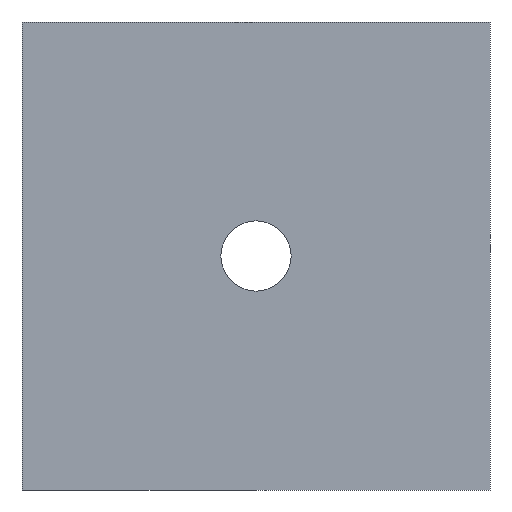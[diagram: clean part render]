
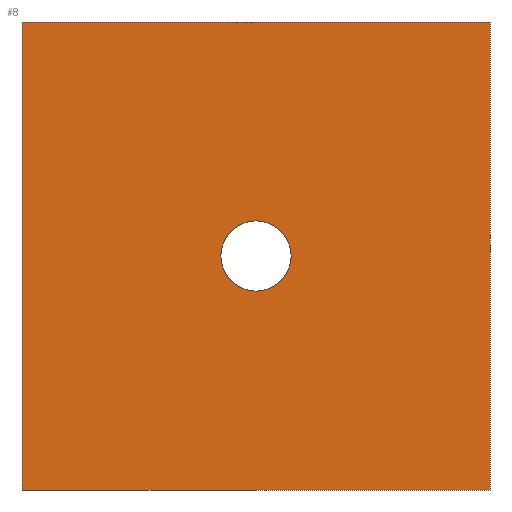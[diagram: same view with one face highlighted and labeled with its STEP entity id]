
A CAD part, front view. The second image highlights one B-rep face of the part: STEP entity #8.
In plain terms, the highlighted planar face has unit normal (0, -1, 0).
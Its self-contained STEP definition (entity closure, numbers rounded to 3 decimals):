
#2 = CARTESIAN_POINT ( 'NONE',  ( 10., 0., 0. ) ) ;
#6 = VERTEX_POINT ( 'NONE', #41 ) ;
#7 = CIRCLE ( 'NONE', #58, 0.75 ) ;
#8 = ADVANCED_FACE ( 'NONE', ( #16, #13 ), #256, .T. ) ;
#11 = CARTESIAN_POINT ( 'NONE',  ( 0., 0., -10. ) ) ;
#13 = FACE_OUTER_BOUND ( 'NONE', #167, .T. ) ;
#15 = ORIENTED_EDGE ( 'NONE', *, *, #59, .F. ) ;
#16 = FACE_BOUND ( 'NONE', #107, .T. ) ;
#17 = LINE ( 'NONE', #174, #179 ) ;
#26 = CARTESIAN_POINT ( 'NONE',  ( 0., 0., 0. ) ) ;
#37 = DIRECTION ( 'NONE',  ( 0., 0., -1. ) ) ;
#41 = CARTESIAN_POINT ( 'NONE',  ( 0., 0., 0. ) ) ;
#44 = CARTESIAN_POINT ( 'NONE',  ( 10., 0., -10. ) ) ;
#47 = DIRECTION ( 'NONE',  ( 0., -1., 0. ) ) ;
#49 = VECTOR ( 'NONE', #90, 1000. ) ;
#51 = ORIENTED_EDGE ( 'NONE', *, *, #66, .F. ) ;
#53 = VERTEX_POINT ( 'NONE', #188 ) ;
#56 = CIRCLE ( 'NONE', #227, 0.75 ) ;
#58 = AXIS2_PLACEMENT_3D ( 'NONE', #259, #47, #192 ) ;
#59 = EDGE_CURVE ( 'NONE', #53, #218, #56, .T. ) ;
#61 = CARTESIAN_POINT ( 'NONE',  ( 0., 0., -10. ) ) ;
#66 = EDGE_CURVE ( 'NONE', #85, #89, #17, .T. ) ;
#73 = CARTESIAN_POINT ( 'NONE',  ( 5., 0., -5. ) ) ;
#76 = CARTESIAN_POINT ( 'NONE',  ( 0., 0., 0. ) ) ;
#85 = VERTEX_POINT ( 'NONE', #2 ) ;
#88 = DIRECTION ( 'NONE',  ( -1., 0., 0. ) ) ;
#89 = VERTEX_POINT ( 'NONE', #44 ) ;
#90 = DIRECTION ( 'NONE',  ( 1., 0., 0. ) ) ;
#94 = AXIS2_PLACEMENT_3D ( 'NONE', #76, #207, #100 ) ;
#98 = LINE ( 'NONE', #26, #122 ) ;
#100 = DIRECTION ( 'NONE',  ( 0., 0., -1. ) ) ;
#107 = EDGE_LOOP ( 'NONE', ( #115, #15 ) ) ;
#109 = VERTEX_POINT ( 'NONE', #61 ) ;
#114 = ORIENTED_EDGE ( 'NONE', *, *, #248, .F. ) ;
#115 = ORIENTED_EDGE ( 'NONE', *, *, #154, .F. ) ;
#119 = ORIENTED_EDGE ( 'NONE', *, *, #260, .F. ) ;
#122 = VECTOR ( 'NONE', #216, 1000. ) ;
#130 = CARTESIAN_POINT ( 'NONE',  ( 0., 0., 0. ) ) ;
#135 = DIRECTION ( 'NONE',  ( 0., -1., 0. ) ) ;
#142 = ORIENTED_EDGE ( 'NONE', *, *, #206, .F. ) ;
#144 = LINE ( 'NONE', #11, #157 ) ;
#145 = LINE ( 'NONE', #130, #49 ) ;
#147 = CARTESIAN_POINT ( 'NONE',  ( 5., 0., -4.25 ) ) ;
#153 = DIRECTION ( 'NONE',  ( 0., 0., -1. ) ) ;
#154 = EDGE_CURVE ( 'NONE', #218, #53, #7, .T. ) ;
#157 = VECTOR ( 'NONE', #88, 1000. ) ;
#167 = EDGE_LOOP ( 'NONE', ( #119, #142, #51, #114 ) ) ;
#174 = CARTESIAN_POINT ( 'NONE',  ( 10., 0., 0. ) ) ;
#179 = VECTOR ( 'NONE', #153, 1000. ) ;
#188 = CARTESIAN_POINT ( 'NONE',  ( 5., 0., -5.75 ) ) ;
#192 = DIRECTION ( 'NONE',  ( 0., 0., -1. ) ) ;
#206 = EDGE_CURVE ( 'NONE', #89, #109, #144, .T. ) ;
#207 = DIRECTION ( 'NONE',  ( 0., -1., 0. ) ) ;
#216 = DIRECTION ( 'NONE',  ( 0., 0., 1. ) ) ;
#218 = VERTEX_POINT ( 'NONE', #147 ) ;
#227 = AXIS2_PLACEMENT_3D ( 'NONE', #73, #135, #37 ) ;
#248 = EDGE_CURVE ( 'NONE', #6, #85, #145, .T. ) ;
#256 = PLANE ( 'NONE',  #94 ) ;
#259 = CARTESIAN_POINT ( 'NONE',  ( 5., 0., -5. ) ) ;
#260 = EDGE_CURVE ( 'NONE', #109, #6, #98, .T. ) ;
